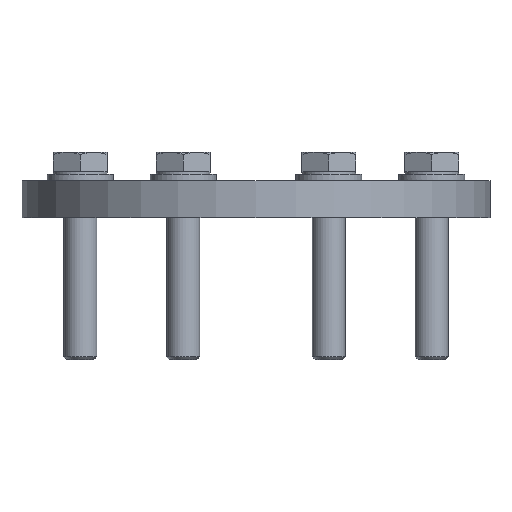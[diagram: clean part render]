
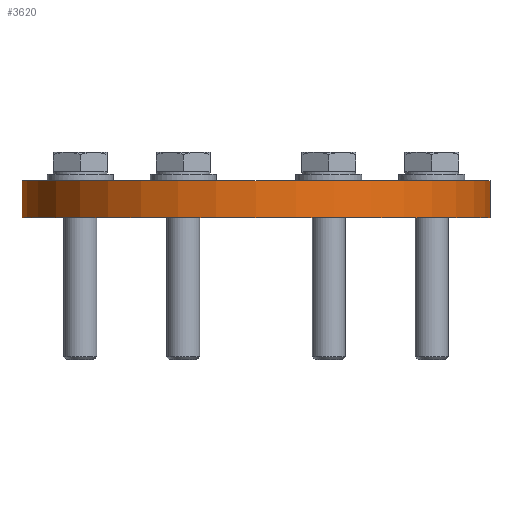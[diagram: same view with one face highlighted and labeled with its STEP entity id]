
A CAD part, front view. The second image highlights one B-rep face of the part: STEP entity #3620.
In plain terms, the highlighted cylindrical face has radius 56.75 mm (diameter 113.5 mm), a partial arc.
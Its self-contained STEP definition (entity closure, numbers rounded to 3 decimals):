
#378 = CYLINDRICAL_SURFACE ( 'NONE', #12899, 56.75 ) ;
#458 = DIRECTION ( 'NONE',  ( 0., 0., 1. ) ) ;
#1811 = ORIENTED_EDGE ( 'NONE', *, *, #5622, .T. ) ;
#2418 = DIRECTION ( 'NONE',  ( 0., 0., 1. ) ) ;
#2703 = CARTESIAN_POINT ( 'NONE',  ( -56.715, -2., 0. ) ) ;
#2788 = VERTEX_POINT ( 'NONE', #2703 ) ;
#3278 = CARTESIAN_POINT ( 'NONE',  ( 56.715, -2., 0. ) ) ;
#3620 = ADVANCED_FACE ( 'NONE', ( #4508 ), #378, .T. ) ;
#3821 = CARTESIAN_POINT ( 'NONE',  ( -56.715, -2., 0. ) ) ;
#3887 = CARTESIAN_POINT ( 'NONE',  ( 0., 0., 0. ) ) ;
#4440 = VERTEX_POINT ( 'NONE', #4684 ) ;
#4508 = FACE_OUTER_BOUND ( 'NONE', #10222, .T. ) ;
#4684 = CARTESIAN_POINT ( 'NONE',  ( -56.715, -2., 9. ) ) ;
#4942 = DIRECTION ( 'NONE',  ( 1., 0., 0. ) ) ;
#5095 = DIRECTION ( 'NONE',  ( 0., 0., -1. ) ) ;
#5210 = AXIS2_PLACEMENT_3D ( 'NONE', #6557, #458, #7636 ) ;
#5515 = CARTESIAN_POINT ( 'NONE',  ( 56.715, -2., 9. ) ) ;
#5622 = EDGE_CURVE ( 'NONE', #10817, #12095, #6307, .T. ) ;
#6307 = LINE ( 'NONE', #3278, #6424 ) ;
#6396 = AXIS2_PLACEMENT_3D ( 'NONE', #3887, #11198, #4942 ) ;
#6424 = VECTOR ( 'NONE', #2418, 1000. ) ;
#6557 = CARTESIAN_POINT ( 'NONE',  ( 0., 0., 9. ) ) ;
#7573 = CARTESIAN_POINT ( 'NONE',  ( 0., 0., 9. ) ) ;
#7636 = DIRECTION ( 'NONE',  ( 1., 0., 0. ) ) ;
#8195 = CARTESIAN_POINT ( 'NONE',  ( 56.715, -2., 0. ) ) ;
#9148 = LINE ( 'NONE', #3821, #9174 ) ;
#9174 = VECTOR ( 'NONE', #10951, 1000. ) ;
#9666 = EDGE_CURVE ( 'NONE', #2788, #4440, #9148, .T. ) ;
#9844 = ORIENTED_EDGE ( 'NONE', *, *, #9666, .F. ) ;
#10222 = EDGE_LOOP ( 'NONE', ( #11250, #1811, #11181, #9844 ) ) ;
#10368 = CIRCLE ( 'NONE', #6396, 56.75 ) ;
#10817 = VERTEX_POINT ( 'NONE', #8195 ) ;
#10951 = DIRECTION ( 'NONE',  ( 0., 0., 1. ) ) ;
#11152 = CIRCLE ( 'NONE', #5210, 56.75 ) ;
#11181 = ORIENTED_EDGE ( 'NONE', *, *, #11357, .F. ) ;
#11198 = DIRECTION ( 'NONE',  ( 0., 0., 1. ) ) ;
#11250 = ORIENTED_EDGE ( 'NONE', *, *, #11825, .T. ) ;
#11357 = EDGE_CURVE ( 'NONE', #4440, #12095, #11152, .T. ) ;
#11825 = EDGE_CURVE ( 'NONE', #2788, #10817, #10368, .T. ) ;
#12095 = VERTEX_POINT ( 'NONE', #5515 ) ;
#12779 = DIRECTION ( 'NONE',  ( -1., 0., 0. ) ) ;
#12899 = AXIS2_PLACEMENT_3D ( 'NONE', #7573, #5095, #12779 ) ;
